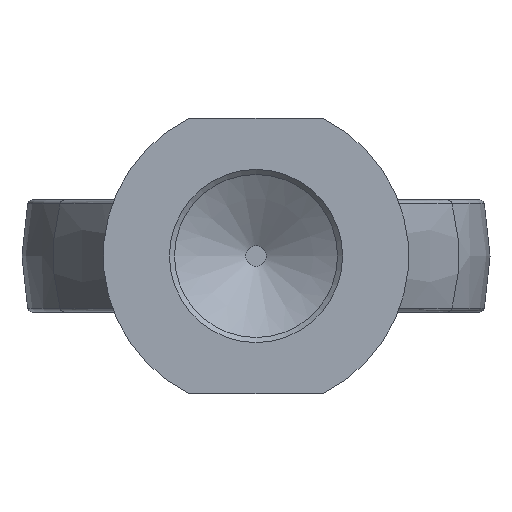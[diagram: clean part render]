
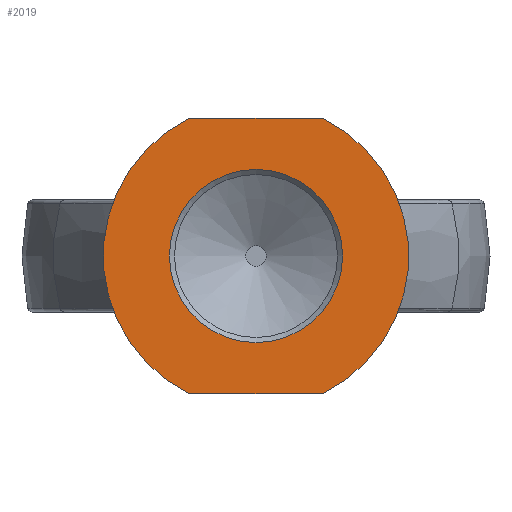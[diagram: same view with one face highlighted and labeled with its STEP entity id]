
A CAD part, front view. The second image highlights one B-rep face of the part: STEP entity #2019.
In plain terms, the highlighted planar face has unit normal (0, -1, 0).
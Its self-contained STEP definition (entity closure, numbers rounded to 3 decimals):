
#64 = AXIS2_PLACEMENT_3D ( 'NONE', #2454, #441, #1048 ) ;
#144 = DIRECTION ( 'NONE',  ( 0., 0., -1. ) ) ;
#163 = CARTESIAN_POINT ( 'NONE',  ( -6.492, -67., 13.5 ) ) ;
#239 = VECTOR ( 'NONE', #2436, 1000. ) ;
#252 = DIRECTION ( 'NONE',  ( 0., -1., 0. ) ) ;
#267 = CARTESIAN_POINT ( 'NONE',  ( 6.492, -67., 13.5 ) ) ;
#318 = EDGE_LOOP ( 'NONE', ( #2592, #652, #1653, #681, #1083, #985, #984, #2305 ) ) ;
#335 = ORIENTED_EDGE ( 'NONE', *, *, #2505, .T. ) ;
#343 = DIRECTION ( 'NONE',  ( 0., 0., -1. ) ) ;
#366 = DIRECTION ( 'NONE',  ( 0., 0., -1. ) ) ;
#432 = VECTOR ( 'NONE', #1302, 1000. ) ;
#441 = DIRECTION ( 'NONE',  ( 0., -1., 0. ) ) ;
#464 = CARTESIAN_POINT ( 'NONE',  ( 6.58, -67., -13.48 ) ) ;
#472 = CIRCLE ( 'NONE', #1570, 0.2 ) ;
#479 = CARTESIAN_POINT ( 'NONE',  ( 0., -67., 0. ) ) ;
#509 = AXIS2_PLACEMENT_3D ( 'NONE', #1835, #764, #366 ) ;
#519 = DIRECTION ( 'NONE',  ( 0., 0., -1. ) ) ;
#545 = CARTESIAN_POINT ( 'NONE',  ( 0., -67., 0. ) ) ;
#554 = VERTEX_POINT ( 'NONE', #1940 ) ;
#587 = DIRECTION ( 'NONE',  ( 0., 1., 0. ) ) ;
#599 = AXIS2_PLACEMENT_3D ( 'NONE', #479, #252, #519 ) ;
#652 = ORIENTED_EDGE ( 'NONE', *, *, #1452, .T. ) ;
#661 = DIRECTION ( 'NONE',  ( 0., 0., -1. ) ) ;
#681 = ORIENTED_EDGE ( 'NONE', *, *, #711, .T. ) ;
#711 = EDGE_CURVE ( 'NONE', #2029, #1727, #2623, .T. ) ;
#712 = DIRECTION ( 'NONE',  ( 0., 0., -1. ) ) ;
#764 = DIRECTION ( 'NONE',  ( 0., -1., 0. ) ) ;
#813 = CARTESIAN_POINT ( 'NONE',  ( 6.492, -67., 13.3 ) ) ;
#819 = CIRCLE ( 'NONE', #509, 15. ) ;
#826 = VERTEX_POINT ( 'NONE', #267 ) ;
#868 = CARTESIAN_POINT ( 'NONE',  ( -6.58, -67., -13.48 ) ) ;
#921 = DIRECTION ( 'NONE',  ( 0., -1., 0. ) ) ;
#931 = CARTESIAN_POINT ( 'NONE',  ( 0., -67., 0. ) ) ;
#948 = AXIS2_PLACEMENT_3D ( 'NONE', #2310, #1228, #661 ) ;
#984 = ORIENTED_EDGE ( 'NONE', *, *, #1376, .F. ) ;
#985 = ORIENTED_EDGE ( 'NONE', *, *, #2087, .T. ) ;
#989 = VERTEX_POINT ( 'NONE', #1491 ) ;
#995 = CARTESIAN_POINT ( 'NONE',  ( -23., -67., 13.5 ) ) ;
#1009 = CARTESIAN_POINT ( 'NONE',  ( -6.492, -67., -13.3 ) ) ;
#1048 = DIRECTION ( 'NONE',  ( 0., 0., -1. ) ) ;
#1081 = CARTESIAN_POINT ( 'NONE',  ( 6.492, -67., -13.5 ) ) ;
#1083 = ORIENTED_EDGE ( 'NONE', *, *, #1816, .T. ) ;
#1154 = FACE_OUTER_BOUND ( 'NONE', #318, .T. ) ;
#1164 = DIRECTION ( 'NONE',  ( 0., 0., -1. ) ) ;
#1165 = EDGE_CURVE ( 'NONE', #2029, #989, #2413, .T. ) ;
#1228 = DIRECTION ( 'NONE',  ( 0., -1., 0. ) ) ;
#1260 = CARTESIAN_POINT ( 'NONE',  ( 0., -67., -8.5 ) ) ;
#1261 = AXIS2_PLACEMENT_3D ( 'NONE', #931, #921, #712 ) ;
#1268 = CIRCLE ( 'NONE', #1790, 0.2 ) ;
#1302 = DIRECTION ( 'NONE',  ( -1., 0., 0. ) ) ;
#1358 = CARTESIAN_POINT ( 'NONE',  ( -23., -67., -13.5 ) ) ;
#1376 = EDGE_CURVE ( 'NONE', #1502, #826, #1601, .T. ) ;
#1452 = EDGE_CURVE ( 'NONE', #2270, #989, #1268, .T. ) ;
#1491 = CARTESIAN_POINT ( 'NONE',  ( -6.492, -67., -13.5 ) ) ;
#1502 = VERTEX_POINT ( 'NONE', #163 ) ;
#1570 = AXIS2_PLACEMENT_3D ( 'NONE', #813, #1811, #144 ) ;
#1601 = LINE ( 'NONE', #995, #239 ) ;
#1610 = EDGE_CURVE ( 'NONE', #1502, #554, #2494, .T. ) ;
#1653 = ORIENTED_EDGE ( 'NONE', *, *, #1165, .F. ) ;
#1677 = CARTESIAN_POINT ( 'NONE',  ( 6.58, -67., 13.48 ) ) ;
#1711 = AXIS2_PLACEMENT_3D ( 'NONE', #545, #587, #1164 ) ;
#1718 = EDGE_CURVE ( 'NONE', #554, #2270, #2534, .T. ) ;
#1722 = VERTEX_POINT ( 'NONE', #1260 ) ;
#1725 = FACE_BOUND ( 'NONE', #1807, .T. ) ;
#1727 = VERTEX_POINT ( 'NONE', #464 ) ;
#1790 = AXIS2_PLACEMENT_3D ( 'NONE', #1009, #2001, #343 ) ;
#1807 = EDGE_LOOP ( 'NONE', ( #335 ) ) ;
#1811 = DIRECTION ( 'NONE',  ( 0., -1., 0. ) ) ;
#1816 = EDGE_CURVE ( 'NONE', #1727, #2213, #819, .T. ) ;
#1835 = CARTESIAN_POINT ( 'NONE',  ( 0., -67., 0. ) ) ;
#1940 = CARTESIAN_POINT ( 'NONE',  ( -6.58, -67., 13.48 ) ) ;
#2001 = DIRECTION ( 'NONE',  ( 0., -1., 0. ) ) ;
#2009 = CIRCLE ( 'NONE', #1711, 8.5 ) ;
#2017 = PLANE ( 'NONE',  #1261 ) ;
#2019 = ADVANCED_FACE ( 'NONE', ( #1725, #1154 ), #2017, .T. ) ;
#2029 = VERTEX_POINT ( 'NONE', #1081 ) ;
#2087 = EDGE_CURVE ( 'NONE', #2213, #826, #472, .T. ) ;
#2213 = VERTEX_POINT ( 'NONE', #1677 ) ;
#2270 = VERTEX_POINT ( 'NONE', #868 ) ;
#2305 = ORIENTED_EDGE ( 'NONE', *, *, #1610, .T. ) ;
#2310 = CARTESIAN_POINT ( 'NONE',  ( -6.492, -67., 13.3 ) ) ;
#2413 = LINE ( 'NONE', #1358, #432 ) ;
#2436 = DIRECTION ( 'NONE',  ( 1., 0., 0. ) ) ;
#2454 = CARTESIAN_POINT ( 'NONE',  ( 6.492, -67., -13.3 ) ) ;
#2494 = CIRCLE ( 'NONE', #948, 0.2 ) ;
#2505 = EDGE_CURVE ( 'NONE', #1722, #1722, #2009, .T. ) ;
#2534 = CIRCLE ( 'NONE', #599, 15. ) ;
#2592 = ORIENTED_EDGE ( 'NONE', *, *, #1718, .T. ) ;
#2623 = CIRCLE ( 'NONE', #64, 0.2 ) ;
